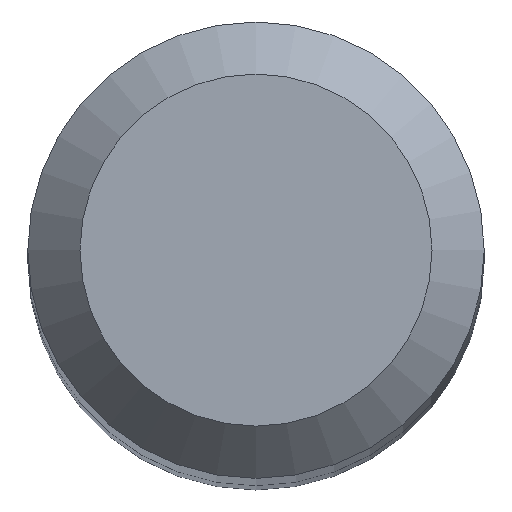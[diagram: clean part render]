
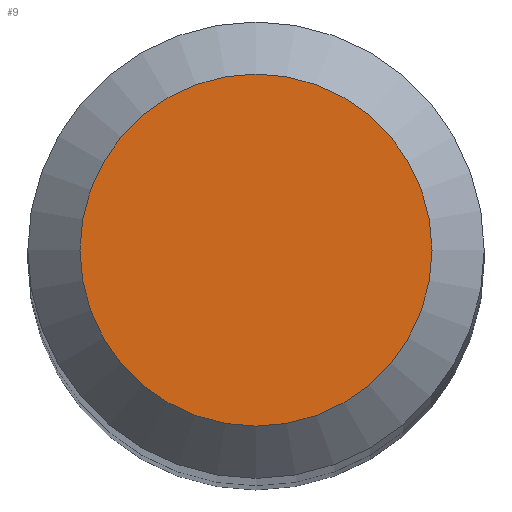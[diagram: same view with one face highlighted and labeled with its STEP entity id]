
A CAD part, top view. The second image highlights one B-rep face of the part: STEP entity #9.
In plain terms, the highlighted planar face has unit normal (0, 0, 1).
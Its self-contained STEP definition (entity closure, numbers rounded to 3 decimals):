
#3 = DIRECTION ( 'NONE',  ( 0., 0., -1. ) ) ;
#9 = ADVANCED_FACE ( 'NONE', ( #141 ), #190, .F. ) ;
#18 = ORIENTED_EDGE ( 'NONE', *, *, #87, .F. ) ;
#37 = DIRECTION ( 'NONE',  ( 0., 1., 0. ) ) ;
#48 = CARTESIAN_POINT ( 'NONE',  ( 0., 0., 52. ) ) ;
#63 = EDGE_LOOP ( 'NONE', ( #18 ) ) ;
#64 = DIRECTION ( 'NONE',  ( 0., 1., 0. ) ) ;
#71 = DIRECTION ( 'NONE',  ( 0., 0., -1. ) ) ;
#73 = AXIS2_PLACEMENT_3D ( 'NONE', #48, #3, #64 ) ;
#87 = EDGE_CURVE ( 'NONE', #197, #197, #102, .T. ) ;
#102 = CIRCLE ( 'NONE', #124, 1.35 ) ;
#124 = AXIS2_PLACEMENT_3D ( 'NONE', #173, #71, #37 ) ;
#141 = FACE_OUTER_BOUND ( 'NONE', #63, .T. ) ;
#173 = CARTESIAN_POINT ( 'NONE',  ( 0., 0., 52. ) ) ;
#190 = PLANE ( 'NONE',  #73 ) ;
#196 = CARTESIAN_POINT ( 'NONE',  ( 0., 1.35, 52. ) ) ;
#197 = VERTEX_POINT ( 'NONE', #196 ) ;
